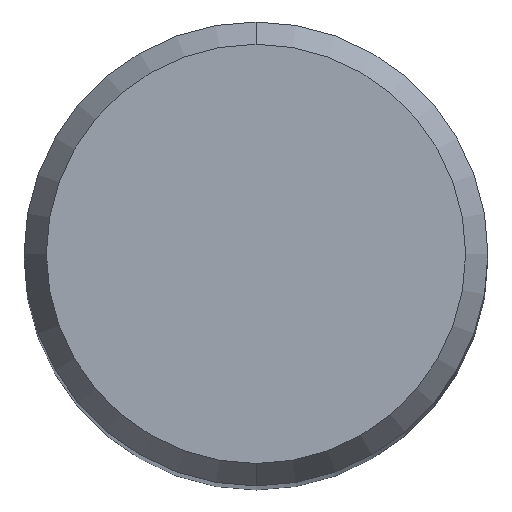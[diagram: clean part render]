
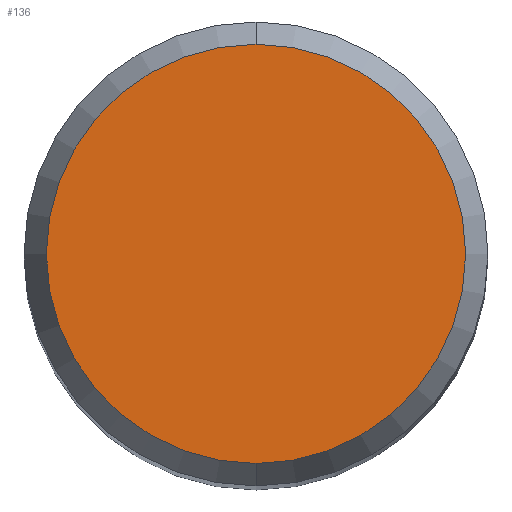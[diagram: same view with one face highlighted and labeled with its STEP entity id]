
A CAD part, top view. The second image highlights one B-rep face of the part: STEP entity #136.
In plain terms, the highlighted planar face has unit normal (0, 0, 1).
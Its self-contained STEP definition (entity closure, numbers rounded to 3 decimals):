
#122=EDGE_CURVE('',#134,#154,#237,.T.);
#130=EDGE_CURVE('',#154,#134,#245,.T.);
#134=VERTEX_POINT('',#249);
#136=ADVANCED_FACE('',(#251),#252,.T.);
#154=VERTEX_POINT('',#270);
#237=CIRCLE('',#362,4.304);
#245=CIRCLE('',#372,4.304);
#249=CARTESIAN_POINT('',(0.0,4.304,0.));
#251=FACE_OUTER_BOUND('',#379,.T.);
#252=PLANE('',#380);
#270=CARTESIAN_POINT('',(0.,-4.304,0.));
#362=AXIS2_PLACEMENT_3D('',#502,#503,#504);
#372=AXIS2_PLACEMENT_3D('',#508,#509,#510);
#379=EDGE_LOOP('',(#515,#516));
#380=AXIS2_PLACEMENT_3D('',#517,#518,#519);
#502=CARTESIAN_POINT('',(0.0,0.0,0.));
#503=DIRECTION('',(0.0,0.0,-1.0));
#504=DIRECTION('',(0.0,1.0,0.0));
#508=CARTESIAN_POINT('',(0.0,0.0,0.));
#509=DIRECTION('',(0.0,0.0,-1.0));
#510=DIRECTION('',(0.0,1.0,0.0));
#515=ORIENTED_EDGE('',*,*,#122,.F.);
#516=ORIENTED_EDGE('',*,*,#130,.F.);
#517=CARTESIAN_POINT('',(0.0,2.152,0.));
#518=DIRECTION('',(-0.0,0.0,1.0));
#519=DIRECTION('',(0.0,-1.0,0.0));
